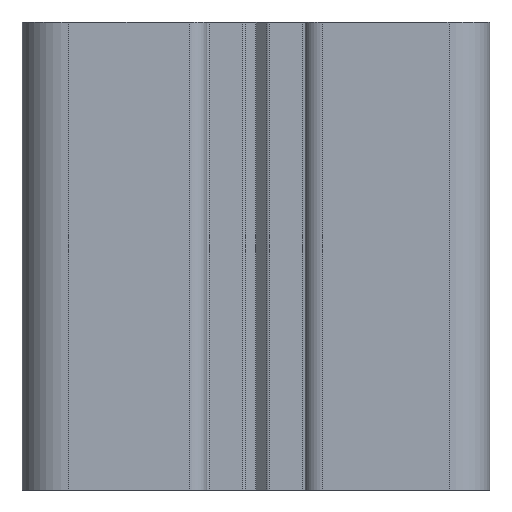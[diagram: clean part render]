
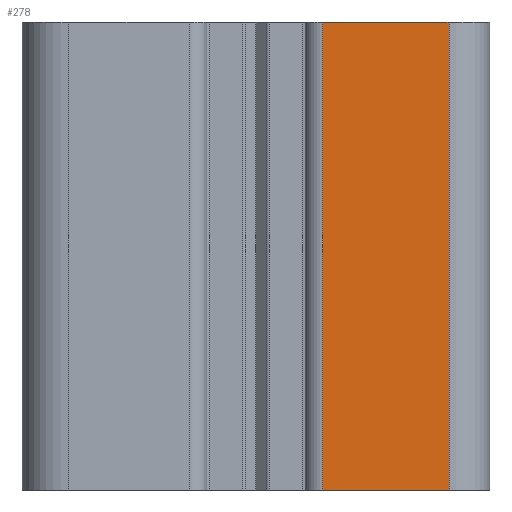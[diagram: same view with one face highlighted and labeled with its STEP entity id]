
A CAD part, left-side view. The second image highlights one B-rep face of the part: STEP entity #278.
In plain terms, the highlighted planar face has unit normal (-1, 0, 0).
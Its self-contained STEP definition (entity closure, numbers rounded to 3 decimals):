
#193 = CARTESIAN_POINT ( 'NONE',  ( 228.524, 165.293, 0. ) ) ;
#207 = EDGE_CURVE ( 'NONE', #1683, #2077, #541, .T. ) ;
#249 = ORIENTED_EDGE ( 'NONE', *, *, #2718, .F. ) ;
#278 = ADVANCED_FACE ( 'NONE', ( #2902 ), #1159, .F. ) ;
#373 = VERTEX_POINT ( 'NONE', #3702 ) ;
#541 = LINE ( 'NONE', #2447, #3968 ) ;
#598 = DIRECTION ( 'NONE',  ( 0., -1., 0. ) ) ;
#611 = DIRECTION ( 'NONE',  ( 0., -1., 0. ) ) ;
#962 = EDGE_CURVE ( 'NONE', #1683, #373, #2403, .T. ) ;
#1052 = VECTOR ( 'NONE', #2198, 1000. ) ;
#1159 = PLANE ( 'NONE',  #3932 ) ;
#1473 = DIRECTION ( 'NONE',  ( 0., 1., 0. ) ) ;
#1683 = VERTEX_POINT ( 'NONE', #1929 ) ;
#1825 = CARTESIAN_POINT ( 'NONE',  ( 228.524, 165.293, 40. ) ) ;
#1872 = VERTEX_POINT ( 'NONE', #193 ) ;
#1929 = CARTESIAN_POINT ( 'NONE',  ( 228.524, 176.093, 40. ) ) ;
#2077 = VERTEX_POINT ( 'NONE', #2813 ) ;
#2198 = DIRECTION ( 'NONE',  ( 0., 0., -1. ) ) ;
#2211 = ORIENTED_EDGE ( 'NONE', *, *, #962, .T. ) ;
#2291 = EDGE_LOOP ( 'NONE', ( #3375, #249, #3683, #2211 ) ) ;
#2315 = VECTOR ( 'NONE', #2753, 1000. ) ;
#2403 = LINE ( 'NONE', #3155, #1052 ) ;
#2447 = CARTESIAN_POINT ( 'NONE',  ( 228.524, 165.293, 40. ) ) ;
#2718 = EDGE_CURVE ( 'NONE', #2077, #1872, #3142, .T. ) ;
#2753 = DIRECTION ( 'NONE',  ( 0., 0., -1. ) ) ;
#2813 = CARTESIAN_POINT ( 'NONE',  ( 228.524, 165.293, 40. ) ) ;
#2902 = FACE_OUTER_BOUND ( 'NONE', #2291, .T. ) ;
#3068 = CARTESIAN_POINT ( 'NONE',  ( 228.524, 165.293, 0. ) ) ;
#3142 = LINE ( 'NONE', #1825, #2315 ) ;
#3155 = CARTESIAN_POINT ( 'NONE',  ( 228.524, 176.093, 40. ) ) ;
#3319 = CARTESIAN_POINT ( 'NONE',  ( 228.524, 165.293, 40. ) ) ;
#3338 = LINE ( 'NONE', #3068, #3865 ) ;
#3375 = ORIENTED_EDGE ( 'NONE', *, *, #3917, .T. ) ;
#3683 = ORIENTED_EDGE ( 'NONE', *, *, #207, .F. ) ;
#3702 = CARTESIAN_POINT ( 'NONE',  ( 228.524, 176.093, 0. ) ) ;
#3865 = VECTOR ( 'NONE', #598, 1000. ) ;
#3917 = EDGE_CURVE ( 'NONE', #373, #1872, #3338, .T. ) ;
#3932 = AXIS2_PLACEMENT_3D ( 'NONE', #3319, #3966, #1473 ) ;
#3966 = DIRECTION ( 'NONE',  ( 1., 0., 0. ) ) ;
#3968 = VECTOR ( 'NONE', #611, 1000. ) ;
